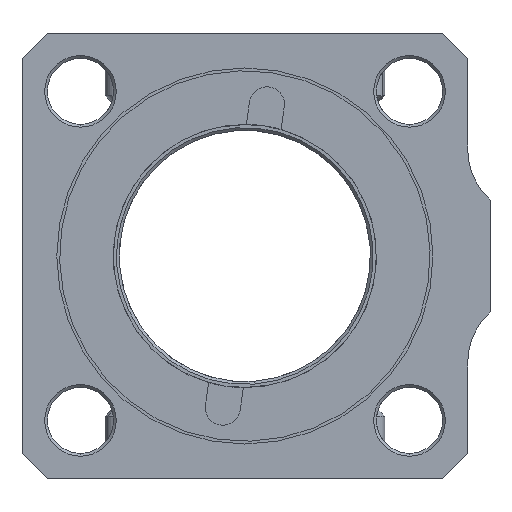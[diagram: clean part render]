
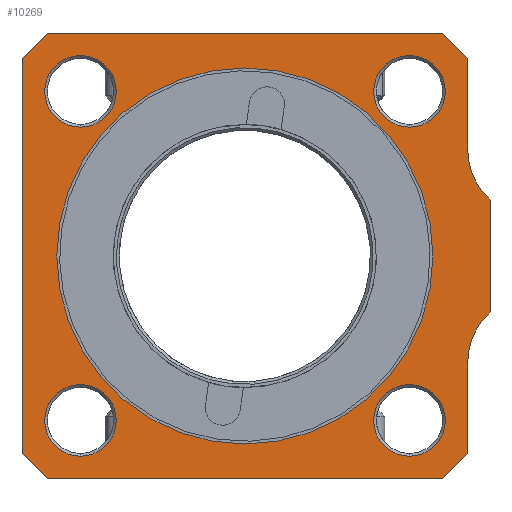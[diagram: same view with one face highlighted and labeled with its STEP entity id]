
A CAD part, left-side view. The second image highlights one B-rep face of the part: STEP entity #10269.
In plain terms, the highlighted planar face has unit normal (-1, 0, 0).
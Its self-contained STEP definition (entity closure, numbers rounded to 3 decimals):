
#1623=DIRECTION('',(0.,0.,-1.));
#1624=VECTOR('',#1623,10.195);
#1625=CARTESIAN_POINT('',(-0.216,-2.032,9.855));
#1626=LINE('',#1625,#1624);
#1637=DIRECTION('',(0.,-0.707,-0.707));
#1638=VECTOR('',#1637,3.233);
#1639=CARTESIAN_POINT('',(-0.216,40.64,-13.276));
#1640=LINE('',#1639,#1638);
#1641=DIRECTION('',(0.,0.707,-0.707));
#1642=VECTOR('',#1641,3.233);
#1643=CARTESIAN_POINT('',(-0.216,38.354,25.078));
#1644=LINE('',#1643,#1642);
#1645=DIRECTION('',(0.,0.707,0.707));
#1646=VECTOR('',#1645,3.233);
#1647=CARTESIAN_POINT('',(-0.216,0.,
22.792));
#1648=LINE('',#1647,#1646);
#1649=CARTESIAN_POINT('',(-0.216,-6.35,14.511));
#1650=DIRECTION('',(1.,0.,0.));
#1651=DIRECTION('',(0.,0.68,-0.733));
#1652=AXIS2_PLACEMENT_3D('',#1649,#1650,#1651);
#1654=CARTESIAN_POINT('',(-0.216,-6.35,-4.996));
#1655=DIRECTION('',(1.,0.,0.));
#1656=DIRECTION('',(0.,1.,0.));
#1657=AXIS2_PLACEMENT_3D('',#1654,#1655,#1656);
#1659=DIRECTION('',(0.,-0.707,0.707));
#1660=VECTOR('',#1659,3.233);
#1661=CARTESIAN_POINT('',(-0.216,2.286,-15.562));
#1662=LINE('',#1661,#1660);
#1663=CARTESIAN_POINT('',(-0.216,5.309,-10.231));
#1664=DIRECTION('',(1.,0.,0.));
#1665=DIRECTION('',(0.,0.,1.));
#1666=AXIS2_PLACEMENT_3D('',#1663,#1664,#1665);
#1668=CARTESIAN_POINT('',(-0.216,5.309,-10.231));
#1669=DIRECTION('',(1.,0.,0.));
#1670=DIRECTION('',(0.,0.,-1.));
#1671=AXIS2_PLACEMENT_3D('',#1668,#1669,#1670);
#1673=CARTESIAN_POINT('',(-0.216,5.309,19.769));
#1674=DIRECTION('',(1.,0.,0.));
#1675=DIRECTION('',(0.,0.,1.));
#1676=AXIS2_PLACEMENT_3D('',#1673,#1674,#1675);
#1678=CARTESIAN_POINT('',(-0.216,5.309,19.769));
#1679=DIRECTION('',(1.,0.,0.));
#1680=DIRECTION('',(0.,0.,-1.));
#1681=AXIS2_PLACEMENT_3D('',#1678,#1679,#1680);
#1683=CARTESIAN_POINT('',(-0.216,35.309,19.769));
#1684=DIRECTION('',(1.,0.,0.));
#1685=DIRECTION('',(0.,0.,1.));
#1686=AXIS2_PLACEMENT_3D('',#1683,#1684,#1685);
#1688=CARTESIAN_POINT('',(-0.216,35.309,19.769));
#1689=DIRECTION('',(1.,0.,0.));
#1690=DIRECTION('',(0.,0.,-1.));
#1691=AXIS2_PLACEMENT_3D('',#1688,#1689,#1690);
#1693=CARTESIAN_POINT('',(-0.216,35.309,-10.231));
#1694=DIRECTION('',(1.,0.,0.));
#1695=DIRECTION('',(0.,0.,1.));
#1696=AXIS2_PLACEMENT_3D('',#1693,#1694,#1695);
#1698=CARTESIAN_POINT('',(-0.216,35.309,-10.231));
#1699=DIRECTION('',(1.,0.,0.));
#1700=DIRECTION('',(0.,0.,-1.));
#1701=AXIS2_PLACEMENT_3D('',#1698,#1699,#1700);
#1703=CARTESIAN_POINT('',(-0.216,20.32,4.758));
#1704=DIRECTION('',(1.,0.,0.));
#1705=DIRECTION('',(0.,0.,1.));
#1706=AXIS2_PLACEMENT_3D('',#1703,#1704,#1705);
#1708=CARTESIAN_POINT('',(-0.216,20.32,4.758));
#1709=DIRECTION('',(1.,0.,0.));
#1710=DIRECTION('',(0.,0.,-1.));
#1711=AXIS2_PLACEMENT_3D('',#1708,#1709,#1710);
#1713=DIRECTION('',(0.,1.,0.));
#1714=VECTOR('',#1713,36.068);
#1715=CARTESIAN_POINT('',(-0.216,2.286,-15.562));
#1716=LINE('',#1715,#1714);
#1903=DIRECTION('',(0.,0.,1.));
#1904=VECTOR('',#1903,36.068);
#1905=CARTESIAN_POINT('',(-0.216,40.64,-13.276));
#1906=LINE('',#1905,#1904);
#1952=DIRECTION('',(0.,-1.,0.));
#1953=VECTOR('',#1952,36.068);
#1954=CARTESIAN_POINT('',(-0.216,38.354,25.078));
#1955=LINE('',#1954,#1953);
#1984=DIRECTION('',(0.,0.,-1.));
#1985=VECTOR('',#1984,8.28);
#1986=CARTESIAN_POINT('',(-0.216,0.,
22.792));
#1987=LINE('',#1986,#1985);
#4773=DIRECTION('',(0.,0.,-1.));
#4774=VECTOR('',#4773,8.28);
#4775=CARTESIAN_POINT('',(-0.216,0.,
-4.996));
#4776=LINE('',#4775,#4774);
#8430=CARTESIAN_POINT('',(-0.216,5.309,-13.495));
#8431=VERTEX_POINT('',#8430);
#8446=CARTESIAN_POINT('',(-0.216,5.309,-6.967));
#8447=VERTEX_POINT('',#8446);
#8524=CARTESIAN_POINT('',(-0.216,20.32,21.903));
#8526=VERTEX_POINT('',#8524);
#8552=CARTESIAN_POINT('',(-0.216,-2.032,9.855));
#8553=VERTEX_POINT('',#8552);
#8556=CARTESIAN_POINT('',(-0.216,20.32,-12.387));
#8557=VERTEX_POINT('',#8556);
#8558=CARTESIAN_POINT('',(-0.216,5.309,16.505));
#8559=CARTESIAN_POINT('',(-0.216,5.309,23.033));
#8560=VERTEX_POINT('',#8558);
#8561=VERTEX_POINT('',#8559);
#8562=CARTESIAN_POINT('',(-0.216,35.309,16.505));
#8563=CARTESIAN_POINT('',(-0.216,35.309,23.033));
#8564=VERTEX_POINT('',#8562);
#8565=VERTEX_POINT('',#8563);
#8566=CARTESIAN_POINT('',(-0.216,0.,
14.511));
#8567=VERTEX_POINT('',#8566);
#8574=CARTESIAN_POINT('',(-0.216,0.,
-4.996));
#8576=VERTEX_POINT('',#8574);
#8582=CARTESIAN_POINT('',(-0.216,38.354,25.078));
#8583=VERTEX_POINT('',#8582);
#8592=CARTESIAN_POINT('',(-0.216,35.309,-13.495));
#8593=CARTESIAN_POINT('',(-0.216,35.309,-6.967));
#8594=VERTEX_POINT('',#8592);
#8595=VERTEX_POINT('',#8593);
#8596=CARTESIAN_POINT('',(-0.216,40.64,-13.276));
#8597=CARTESIAN_POINT('',(-0.216,38.354,-15.562));
#8598=VERTEX_POINT('',#8596);
#8599=VERTEX_POINT('',#8597);
#8600=CARTESIAN_POINT('',(-0.216,0.,
22.792));
#8601=VERTEX_POINT('',#8600);
#8602=CARTESIAN_POINT('',(-0.216,2.286,25.078));
#8603=VERTEX_POINT('',#8602);
#8608=CARTESIAN_POINT('',(-0.216,2.286,-15.562));
#8609=VERTEX_POINT('',#8608);
#8610=CARTESIAN_POINT('',(-0.216,0.,
-13.276));
#8611=VERTEX_POINT('',#8610);
#8617=CARTESIAN_POINT('',(-0.216,40.64,22.792));
#8619=VERTEX_POINT('',#8617);
#8626=CARTESIAN_POINT('',(-0.216,-2.032,-0.34));
#8627=VERTEX_POINT('',#8626);
#10209=CARTESIAN_POINT('',(-0.216,19.587,-42.05));
#10210=DIRECTION('',(1.,0.,0.));
#10211=DIRECTION('',(0.,0.,-1.));
#10212=AXIS2_PLACEMENT_3D('',#10209,#10210,#10211);
#10213=PLANE('',#10212);
#10215=ORIENTED_EDGE('',*,*,#10214,.T.);
#10217=ORIENTED_EDGE('',*,*,#10216,.F.);
#10219=ORIENTED_EDGE('',*,*,#10218,.T.);
#10221=ORIENTED_EDGE('',*,*,#10220,.F.);
#10223=ORIENTED_EDGE('',*,*,#10222,.T.);
#10225=ORIENTED_EDGE('',*,*,#10224,.F.);
#10227=ORIENTED_EDGE('',*,*,#10226,.T.);
#10229=ORIENTED_EDGE('',*,*,#10228,.F.);
#10230=ORIENTED_EDGE('',*,*,#10194,.T.);
#10232=ORIENTED_EDGE('',*,*,#10231,.F.);
#10234=ORIENTED_EDGE('',*,*,#10233,.T.);
#10236=ORIENTED_EDGE('',*,*,#10235,.F.);
#10237=EDGE_LOOP('',(#10215,#10217,#10219,#10221,#10223,#10225,#10227,#10229,
#10230,#10232,#10234,#10236));
#10238=FACE_OUTER_BOUND('',#10237,.F.);
#10240=ORIENTED_EDGE('',*,*,#10239,.F.);
#10242=ORIENTED_EDGE('',*,*,#10241,.F.);
#10243=EDGE_LOOP('',(#10240,#10242));
#10244=FACE_BOUND('',#10243,.F.);
#10246=ORIENTED_EDGE('',*,*,#10245,.F.);
#10248=ORIENTED_EDGE('',*,*,#10247,.F.);
#10249=EDGE_LOOP('',(#10246,#10248));
#10250=FACE_BOUND('',#10249,.F.);
#10252=ORIENTED_EDGE('',*,*,#10251,.F.);
#10254=ORIENTED_EDGE('',*,*,#10253,.F.);
#10255=EDGE_LOOP('',(#10252,#10254));
#10256=FACE_BOUND('',#10255,.F.);
#10258=ORIENTED_EDGE('',*,*,#10257,.F.);
#10260=ORIENTED_EDGE('',*,*,#10259,.F.);
#10261=EDGE_LOOP('',(#10258,#10260));
#10262=FACE_BOUND('',#10261,.F.);
#10264=ORIENTED_EDGE('',*,*,#10263,.F.);
#10266=ORIENTED_EDGE('',*,*,#10265,.F.);
#10267=EDGE_LOOP('',(#10264,#10266));
#10268=FACE_BOUND('',#10267,.F.);
#10269=ADVANCED_FACE('',(#10238,#10244,#10250,#10256,#10262,#10268),#10213,.F.);
#1653=CIRCLE('',#1652,6.35);
#1658=CIRCLE('',#1657,6.35);
#1667=CIRCLE('',#1666,3.264);
#1672=CIRCLE('',#1671,3.264);
#1677=CIRCLE('',#1676,3.264);
#1682=CIRCLE('',#1681,3.264);
#1687=CIRCLE('',#1686,3.264);
#1692=CIRCLE('',#1691,3.264);
#1697=CIRCLE('',#1696,3.264);
#1702=CIRCLE('',#1701,3.264);
#1707=CIRCLE('',#1706,17.145);
#1712=CIRCLE('',#1711,17.145);
#10194=EDGE_CURVE('',#8553,#8627,#1626,.T.);
#10214=EDGE_CURVE('',#8609,#8599,#1716,.T.);
#10216=EDGE_CURVE('',#8598,#8599,#1640,.T.);
#10218=EDGE_CURVE('',#8598,#8619,#1906,.T.);
#10220=EDGE_CURVE('',#8583,#8619,#1644,.T.);
#10222=EDGE_CURVE('',#8583,#8603,#1955,.T.);
#10224=EDGE_CURVE('',#8601,#8603,#1648,.T.);
#10226=EDGE_CURVE('',#8601,#8567,#1987,.T.);
#10228=EDGE_CURVE('',#8553,#8567,#1653,.T.);
#10231=EDGE_CURVE('',#8576,#8627,#1658,.T.);
#10233=EDGE_CURVE('',#8576,#8611,#4776,.T.);
#10235=EDGE_CURVE('',#8609,#8611,#1662,.T.);
#10239=EDGE_CURVE('',#8447,#8431,#1667,.T.);
#10241=EDGE_CURVE('',#8431,#8447,#1672,.T.);
#10245=EDGE_CURVE('',#8561,#8560,#1677,.T.);
#10247=EDGE_CURVE('',#8560,#8561,#1682,.T.);
#10251=EDGE_CURVE('',#8565,#8564,#1687,.T.);
#10253=EDGE_CURVE('',#8564,#8565,#1692,.T.);
#10257=EDGE_CURVE('',#8595,#8594,#1697,.T.);
#10259=EDGE_CURVE('',#8594,#8595,#1702,.T.);
#10263=EDGE_CURVE('',#8526,#8557,#1707,.T.);
#10265=EDGE_CURVE('',#8557,#8526,#1712,.T.);
